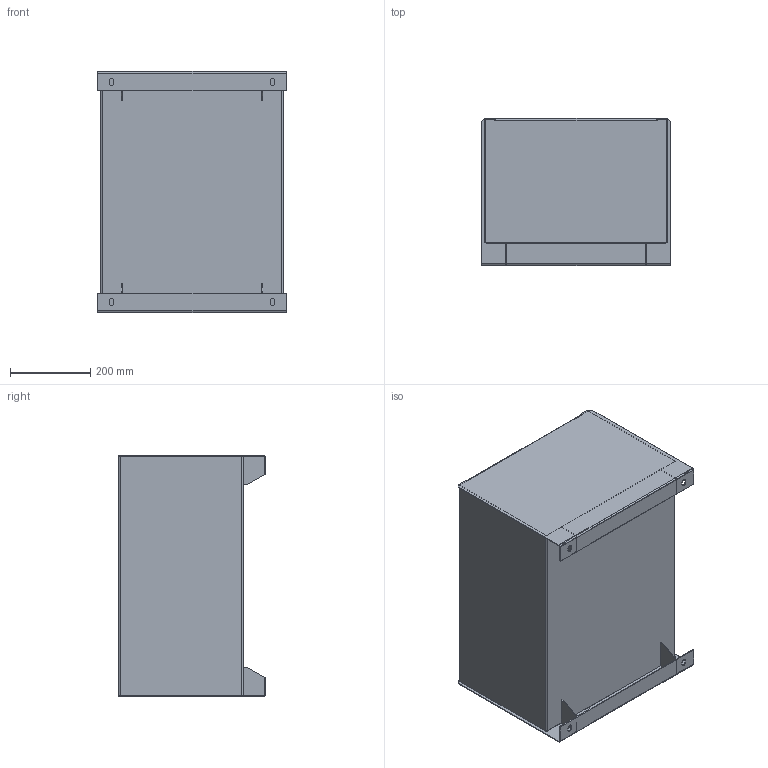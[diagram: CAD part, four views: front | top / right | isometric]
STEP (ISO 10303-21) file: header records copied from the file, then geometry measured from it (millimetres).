
FILE_DESCRIPTION(/* description */ ('Unknown'),/* implementation_level */ '2;1');
FILE_NAME(/* name */ 'TA.02056-001',/* time_stamp */ '2023-08-01T15:43:55+02:00',/* author */ ('Unknown'),/* organization */ ('Unknown'),/* preprocessor_version */ 'ST-DEVELOPER v18.102',/* originating_system */ 'Solid Edge',/* authorisation */ 'Unknown');
FILE_SCHEMA (('AUTOMOTIVE_DESIGN {1 0 10303 214 3 1 1}'));
Length unit declared in the file: millimetre
Products named in the file (2): 357_CF55; None_33
Assembly tree (1 placements, depth 2):
  357_CF55
    None_33
Bounding box: 470 x 365 x 600 mm (x, y, z)
Volume: 2167737.6 mm3; surface area: 2166559.7 mm2
Topology: 1 solids, 1 shells, 141 faces, 408 edges, 264 vertices
Faces by surface type: plane 101, cylinder 40
Full cylindrical faces by diameter (mm): 11.2 x6, 19 x1, 22 x1
Entity records: 4735 total; most frequent: ORIENTED_EDGE 816, CARTESIAN_POINT 815, DIRECTION 794, EDGE_CURVE 408, LINE 308, VECTOR 308, VERTEX_POINT 264, AXIS2_PLACEMENT_3D 243
